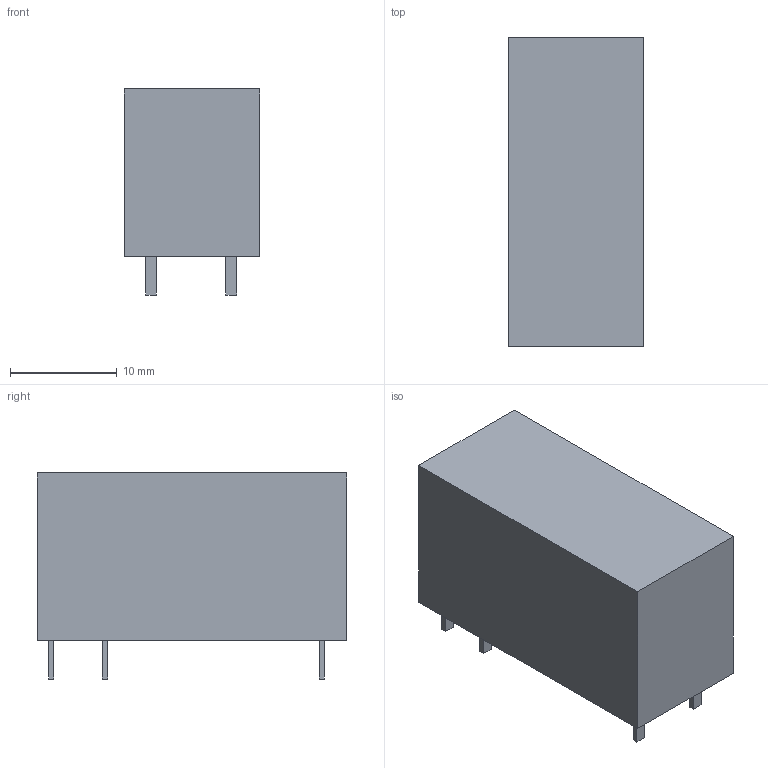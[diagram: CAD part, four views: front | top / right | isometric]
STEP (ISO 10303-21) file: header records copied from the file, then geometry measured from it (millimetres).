
FILE_DESCRIPTION(('CATIA V5 STEP Exchange','CAx-IF Rec.Pracs.--- Model Styling and Organization---1.4--- 2014-01-23'),'2;1');
FILE_NAME ('D1499474_0', '2021-08-13T05:19:32+00:00', ('none'), ('Weidmueller'), 'CATIA Version 5-6 Release 2016 SP3 HF44', 'CATIA V5 STEP AP214', 'none');
FILE_SCHEMA(('AUTOMOTIVE_DESIGN { 1 0 10303 214 1 1 1 1 }'));
Length unit declared in the file: millimetre
Products named in the file (1): S3D_RCL334XXX
Bounding box: 12.7 x 29 x 19.3 mm (x, y, z)
Volume: 5793.1 mm3; surface area: 2116.8 mm2
Topology: 7 solids, 7 shells, 42 faces, 84 edges, 56 vertices
Faces by surface type: plane 42
Entity records: 1105 total; most frequent: CARTESIAN_POINT 205, ORIENTED_EDGE 168, DIRECTION 140, EDGE_CURVE 84, VECTOR 60, LINE 60, VERTEX_POINT 56, ADVANCED_FACE 42
